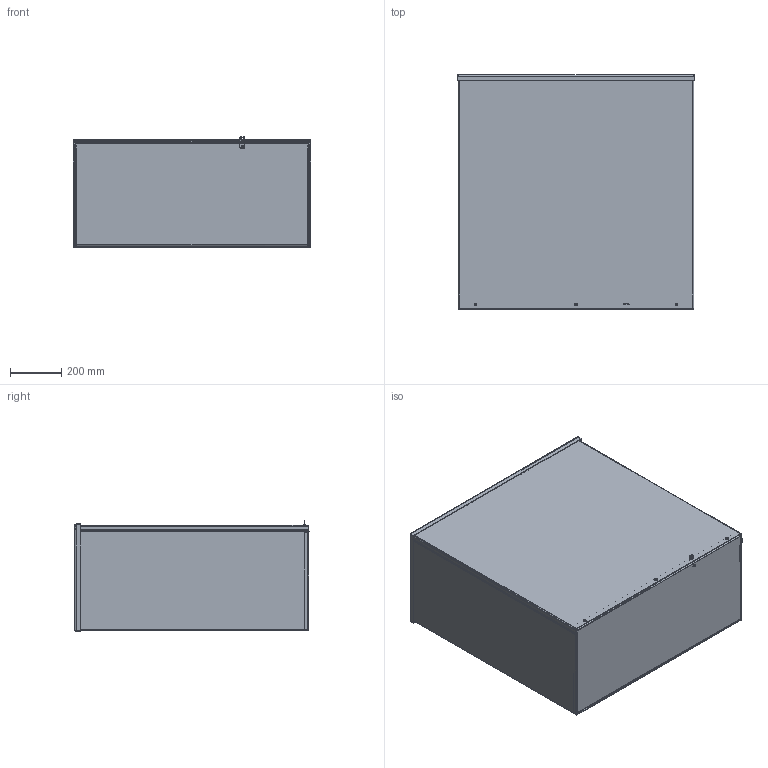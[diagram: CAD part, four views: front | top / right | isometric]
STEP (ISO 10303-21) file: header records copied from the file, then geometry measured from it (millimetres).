
FILE_DESCRIPTION(/* description */ ('RSC, S.S., NK, BACK-LEFT-RIGHT, 36X36X16'),/* implementation_level */ '2;1');
FILE_NAME(/* name */ 'RSC363616NKSS.stp',/* time_stamp */ '2017-10-17T07:03:43-05:00',/* author */ ('jkolesa'),/* organization */ (''),/* preprocessor_version */ 'ST-DEVELOPER v16.1',/* originating_system */ 'Autodesk Inventor 2016',/* authorisation */ '');
FILE_SCHEMA (('AUTOMOTIVE_DESIGN { 1 0 10303 214 3 1 1 }'));
Length unit declared in the file: inch
Products named in the file (11): RSC363616NKSSBLR; RSC3616NKSSBTM; RSC3616NKSSCAP; RSC3636NKSSLID; 34984; 37210; 39077; HFW384002; HFW369104; RSC_NKSSLIDBRKT_12GA; RSC363616NKSS
Assembly tree (17 placements, depth 2):
  RSC363616NKSS
    RSC363616NKSSBLR
    RSC3616NKSSBTM
    RSC3616NKSSCAP
    RSC3636NKSSLID
    34984  x3
    37210  x3
    39077  x3
    HFW384002
    HFW369104
    RSC_NKSSLIDBRKT_12GA  x2
Bounding box: 928.94 x 919.28 x 434.18 mm (x, y, z)
Volume: 8703259.1 mm3; surface area: 6633123.2 mm2
Topology: 17 solids, 17 shells, 496 faces, 1167 edges, 713 vertices
Faces by surface type: plane 297, cylinder 117, cone 39, torus 19, bspline 17, sphere 7
Full cylindrical faces by diameter (mm): 3.175 x1, 3.962 x3, 4.255 x3, 4.762 x1, 4.978 x3, 5.029 x1, 5.105 x1, 6.299 x3, 6.35 x6, 6.528 x3, 7.061 x3, 7.144 x4, 10.312 x3, 11.112 x1, 11.506 x3
Entity records: 10084 total; most frequent: CARTESIAN_POINT 2301, DIRECTION 1538, ORIENTED_EDGE 1434, EDGE_CURVE 717, AXIS2_PLACEMENT_3D 541, LINE 456, VECTOR 456, VERTEX_POINT 442
